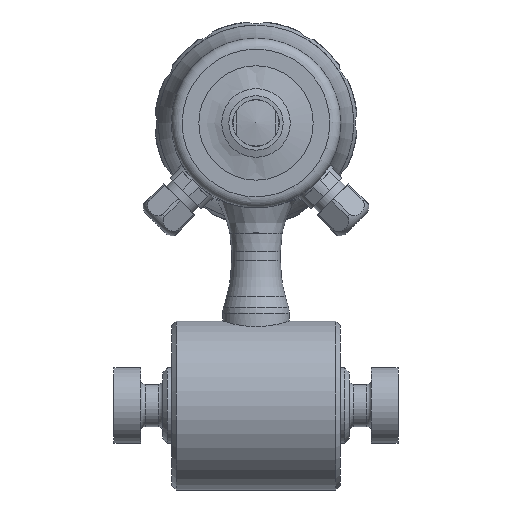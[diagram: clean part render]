
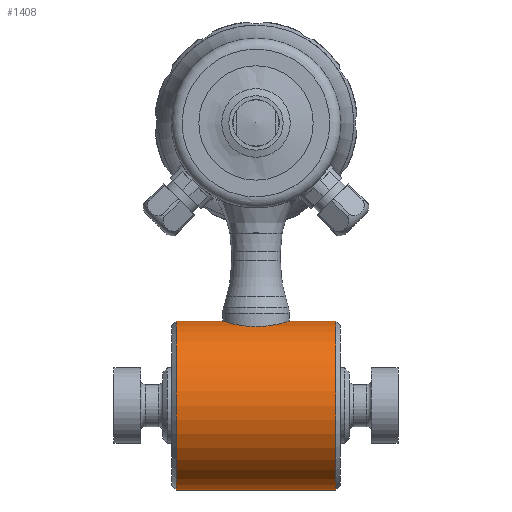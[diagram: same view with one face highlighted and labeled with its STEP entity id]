
A CAD part, left-side view. The second image highlights one B-rep face of the part: STEP entity #1408.
In plain terms, the highlighted cylindrical face has radius 38.05 mm (diameter 76.1 mm), a full revolution.
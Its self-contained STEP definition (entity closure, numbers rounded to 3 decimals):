
#1408 = ADVANCED_FACE( 'NONE', ( #2993, #2994, #2995 ), #2996, .T. );
#2993 = FACE_BOUND( '', #5282, .T. );
#2994 = FACE_OUTER_BOUND( '', #5283, .T. );
#2995 = FACE_OUTER_BOUND( '', #5284, .T. );
#2996 = CYLINDRICAL_SURFACE( '', #5285, 38.05 );
#5282 = EDGE_LOOP( '', ( #9709, #9710, #9711, #9712, #9713, #9714 ) );
#5283 = EDGE_LOOP( '', ( #9715 ) );
#5284 = EDGE_LOOP( '', ( #9716 ) );
#5285 = AXIS2_PLACEMENT_3D( '', #9717, #9718, #9719 );
#9709 = ORIENTED_EDGE( '', *, *, #12133, .F. );
#9710 = ORIENTED_EDGE( '', *, *, #11656, .F. );
#9711 = ORIENTED_EDGE( '', *, *, #12150, .F. );
#9712 = ORIENTED_EDGE( '', *, *, #11610, .F. );
#9713 = ORIENTED_EDGE( '', *, *, #10559, .F. );
#9714 = ORIENTED_EDGE( '', *, *, #12151, .F. );
#9715 = ORIENTED_EDGE( '', *, *, #11895, .F. );
#9716 = ORIENTED_EDGE( '', *, *, #11370, .T. );
#9717 = CARTESIAN_POINT( '', ( 0., -109.971, 0. ) );
#9718 = DIRECTION( '', ( 0., 1., 0. ) );
#9719 = DIRECTION( '', ( 0., 0., 1. ) );
#10559 = EDGE_CURVE( '', #12380, #12382, #12383, .T. );
#11370 = EDGE_CURVE( 'NONE', #13742, #13742, #13743, .T. );
#11610 = EDGE_CURVE( '', #12382, #14093, #14094, .F. );
#11656 = EDGE_CURVE( '', #14160, #14162, #14163, .T. );
#11895 = EDGE_CURVE( 'NONE', #14471, #14471, #14472, .T. );
#12133 = EDGE_CURVE( '', #14162, #14755, #14756, .F. );
#12150 = EDGE_CURVE( '', #14093, #14160, #14775, .T. );
#12151 = EDGE_CURVE( '', #14755, #12380, #14776, .T. );
#12380 = VERTEX_POINT( '', #15223 );
#12382 = VERTEX_POINT( '', #15234 );
#12383 = LINE( '', #15235, #15236 );
#13742 = VERTEX_POINT( '', #18706 );
#13743 = CIRCLE( '', #18707, 38.05 );
#14093 = VERTEX_POINT( '', #19419 );
#14094 = LINE( '', #19420, #19421 );
#14160 = VERTEX_POINT( '', #19759 );
#14162 = VERTEX_POINT( '', #19772 );
#14163 = LINE( '', #19773, #19774 );
#14471 = VERTEX_POINT( '', #20587 );
#14472 = CIRCLE( '', #20588, 38.05 );
#14755 = VERTEX_POINT( '', #21197 );
#14756 = LINE( '', #21198, #21199 );
#14775 = B_SPLINE_CURVE_WITH_KNOTS( '', 3, ( #21252, #21253, #21254, #21255, #21256, #21257, #21258, #21259, #21260, #21261, #21262, #21263 ), .UNSPECIFIED., .F., .F., ( 4, 1, 1, 1, 1, 1, 1, 1, 1, 4 ), ( 0., 0.1, 0.2, 0.3, 0.4, 0.499, 0.5, 0.666, 0.833, 1. ), .UNSPECIFIED. );
#14776 = B_SPLINE_CURVE_WITH_KNOTS( '', 3, ( #21264, #21265, #21266, #21267, #21268, #21269, #21270, #21271, #21272, #21273, #21274, #21275, #21276 ), .UNSPECIFIED., .F., .F., ( 4, 1, 1, 1, 1, 1, 1, 1, 1, 1, 4 ), ( 0., 0.1, 0.2, 0.3, 0.4, 0.5, 0.6, 0.7, 0.8, 0.9, 1. ), .UNSPECIFIED. );
#15223 = CARTESIAN_POINT( '', ( -1.786, 14.893, 38.008 ) );
#15234 = CARTESIAN_POINT( '', ( -1.786, 9.331, 38.008 ) );
#15235 = CARTESIAN_POINT( '', ( -1.786, 0.036, 38.008 ) );
#15236 = VECTOR( '', #21844, 1000. );
#18706 = CARTESIAN_POINT( '', ( 0., 36., 38.05 ) );
#18707 = AXIS2_PLACEMENT_3D( '', #22717, #22718, #22719 );
#19419 = CARTESIAN_POINT( '', ( -1.786, -14.893, 38.008 ) );
#19420 = CARTESIAN_POINT( '', ( -1.786, -15., 38.008 ) );
#19421 = VECTOR( '', #22998, 1000. );
#19759 = CARTESIAN_POINT( '', ( 1.786, -14.893, 38.008 ) );
#19772 = CARTESIAN_POINT( '', ( 1.786, 9.331, 38.008 ) );
#19773 = CARTESIAN_POINT( '', ( 1.786, -15., 38.008 ) );
#19774 = VECTOR( '', #23041, 1000. );
#20587 = CARTESIAN_POINT( '', ( 0., -36., 38.05 ) );
#20588 = AXIS2_PLACEMENT_3D( '', #23323, #23324, #23325 );
#21197 = CARTESIAN_POINT( '', ( 1.786, 14.893, 38.008 ) );
#21198 = CARTESIAN_POINT( '', ( 1.786, 0.036, 38.008 ) );
#21199 = VECTOR( '', #23513, 1000. );
#21252 = CARTESIAN_POINT( '', ( -1.786, -14.893, 38.008 ) );
#21253 = CARTESIAN_POINT( '', ( -1.667, -14.907, 38.013 ) );
#21254 = CARTESIAN_POINT( '', ( -1.43, -14.934, 38.024 ) );
#21255 = CARTESIAN_POINT( '', ( -1.073, -14.963, 38.035 ) );
#21256 = CARTESIAN_POINT( '', ( -0.716, -14.984, 38.044 ) );
#21257 = CARTESIAN_POINT( '', ( -0.359, -14.997, 38.049 ) );
#21258 = CARTESIAN_POINT( '', ( -0.12, -15., 38.05 ) );
#21259 = CARTESIAN_POINT( '', ( 0.198, -15., 38.05 ) );
#21260 = CARTESIAN_POINT( '', ( 0.596, -14.992, 38.047 ) );
#21261 = CARTESIAN_POINT( '', ( 1.192, -14.958, 38.033 ) );
#21262 = CARTESIAN_POINT( '', ( 1.588, -14.915, 38.016 ) );
#21263 = CARTESIAN_POINT( '', ( 1.786, -14.893, 38.008 ) );
#21264 = CARTESIAN_POINT( '', ( 1.786, 14.893, 38.008 ) );
#21265 = CARTESIAN_POINT( '', ( 1.667, 14.907, 38.013 ) );
#21266 = CARTESIAN_POINT( '', ( 1.43, 14.933, 38.024 ) );
#21267 = CARTESIAN_POINT( '', ( 1.073, 14.963, 38.035 ) );
#21268 = CARTESIAN_POINT( '', ( 0.716, 14.984, 38.044 ) );
#21269 = CARTESIAN_POINT( '', ( 0.358, 14.997, 38.049 ) );
#21270 = CARTESIAN_POINT( '', ( 0., 15.001, 38.05 ) );
#21271 = CARTESIAN_POINT( '', ( -0.358, 14.997, 38.049 ) );
#21272 = CARTESIAN_POINT( '', ( -0.716, 14.984, 38.044 ) );
#21273 = CARTESIAN_POINT( '', ( -1.073, 14.963, 38.035 ) );
#21274 = CARTESIAN_POINT( '', ( -1.43, 14.933, 38.024 ) );
#21275 = CARTESIAN_POINT( '', ( -1.667, 14.907, 38.013 ) );
#21276 = CARTESIAN_POINT( '', ( -1.786, 14.893, 38.008 ) );
#21844 = DIRECTION( '', ( 0., -1., 0. ) );
#22717 = CARTESIAN_POINT( '', ( 0., 36., 0. ) );
#22718 = DIRECTION( '', ( 0., -1., 0. ) );
#22719 = DIRECTION( '', ( 0., 0., 1. ) );
#22998 = DIRECTION( '', ( 0., 1., 0. ) );
#23041 = DIRECTION( '', ( 0., 1., 0. ) );
#23323 = CARTESIAN_POINT( '', ( 0., -36., 0. ) );
#23324 = DIRECTION( '', ( 0., -1., 0. ) );
#23325 = DIRECTION( '', ( 0., 0., 1. ) );
#23513 = DIRECTION( '', ( 0., -1., 0. ) );
